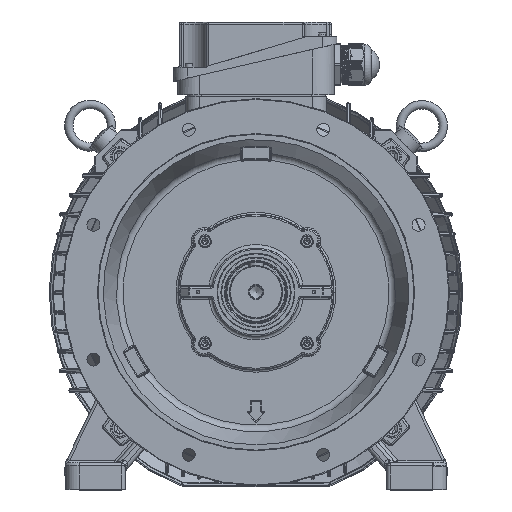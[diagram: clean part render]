
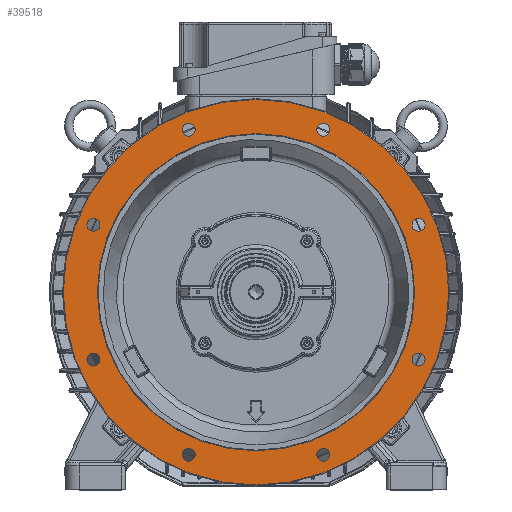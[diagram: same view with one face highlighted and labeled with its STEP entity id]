
A CAD part, top view. The second image highlights one B-rep face of the part: STEP entity #39518.
In plain terms, the highlighted planar face has unit normal (0, 0, 1).
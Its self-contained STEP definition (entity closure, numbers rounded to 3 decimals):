
#21557=PLANE('',#108443);
#37044=FACE_BOUND('',#47803,.T.);
#37045=FACE_BOUND('',#47804,.T.);
#37046=FACE_BOUND('',#47805,.T.);
#37047=FACE_BOUND('',#47806,.T.);
#37048=FACE_BOUND('',#47807,.T.);
#37049=FACE_BOUND('',#47808,.T.);
#37050=FACE_BOUND('',#47809,.T.);
#37051=FACE_BOUND('',#47810,.T.);
#37052=FACE_BOUND('',#47811,.T.);
#37053=FACE_BOUND('',#47812,.T.);
#39518=ADVANCED_FACE('',(#37044,#37045,#37046,#37047,#37048,#37049,#37050,
#37051,#37052,#37053),#21557,.T.);
#47803=EDGE_LOOP('',(#59462));
#47804=EDGE_LOOP('',(#59463));
#47805=EDGE_LOOP('',(#59464));
#47806=EDGE_LOOP('',(#59465));
#47807=EDGE_LOOP('',(#59466));
#47808=EDGE_LOOP('',(#59467));
#47809=EDGE_LOOP('',(#59468));
#47810=EDGE_LOOP('',(#59469));
#47811=EDGE_LOOP('',(#59470));
#47812=EDGE_LOOP('',(#59471));
#52541=CIRCLE('',#107991,274.);
#52543=CIRCLE('',#107994,9.25);
#52545=CIRCLE('',#107997,9.25);
#52547=CIRCLE('',#108000,9.25);
#52549=CIRCLE('',#108003,9.25);
#52551=CIRCLE('',#108006,9.25);
#52553=CIRCLE('',#108009,9.25);
#52555=CIRCLE('',#108012,9.25);
#52557=CIRCLE('',#108015,9.25);
#52856=CIRCLE('',#108442,225.4);
#59462=ORIENTED_EDGE('',*,*,#91357,.T.);
#59463=ORIENTED_EDGE('',*,*,#90595,.T.);
#59464=ORIENTED_EDGE('',*,*,#90597,.T.);
#59465=ORIENTED_EDGE('',*,*,#90599,.T.);
#59466=ORIENTED_EDGE('',*,*,#90601,.T.);
#59467=ORIENTED_EDGE('',*,*,#90603,.T.);
#59468=ORIENTED_EDGE('',*,*,#90605,.T.);
#59469=ORIENTED_EDGE('',*,*,#90607,.T.);
#59470=ORIENTED_EDGE('',*,*,#90609,.T.);
#59471=ORIENTED_EDGE('',*,*,#90593,.T.);
#79785=VERTEX_POINT('',#146395);
#79787=VERTEX_POINT('',#146400);
#79789=VERTEX_POINT('',#146405);
#79791=VERTEX_POINT('',#146410);
#79793=VERTEX_POINT('',#146415);
#79795=VERTEX_POINT('',#146420);
#79797=VERTEX_POINT('',#146425);
#79799=VERTEX_POINT('',#146430);
#79801=VERTEX_POINT('',#146435);
#80310=VERTEX_POINT('',#152193);
#90593=EDGE_CURVE('',#79785,#79785,#52541,.T.);
#90595=EDGE_CURVE('',#79787,#79787,#52543,.T.);
#90597=EDGE_CURVE('',#79789,#79789,#52545,.T.);
#90599=EDGE_CURVE('',#79791,#79791,#52547,.T.);
#90601=EDGE_CURVE('',#79793,#79793,#52549,.T.);
#90603=EDGE_CURVE('',#79795,#79795,#52551,.T.);
#90605=EDGE_CURVE('',#79797,#79797,#52553,.T.);
#90607=EDGE_CURVE('',#79799,#79799,#52555,.T.);
#90609=EDGE_CURVE('',#79801,#79801,#52557,.T.);
#91357=EDGE_CURVE('',#80310,#80310,#52856,.T.);
#107991=AXIS2_PLACEMENT_3D('',#146394,#117554,#117555);
#107994=AXIS2_PLACEMENT_3D('',#146399,#117560,#117561);
#107997=AXIS2_PLACEMENT_3D('',#146404,#117566,#117567);
#108000=AXIS2_PLACEMENT_3D('',#146409,#117572,#117573);
#108003=AXIS2_PLACEMENT_3D('',#146414,#117578,#117579);
#108006=AXIS2_PLACEMENT_3D('',#146419,#117584,#117585);
#108009=AXIS2_PLACEMENT_3D('',#146424,#117590,#117591);
#108012=AXIS2_PLACEMENT_3D('',#146429,#117596,#117597);
#108015=AXIS2_PLACEMENT_3D('',#146434,#117602,#117603);
#108442=AXIS2_PLACEMENT_3D('',#152192,#118550,#118551);
#108443=AXIS2_PLACEMENT_3D('',#152194,#118552,#118553);
#117554=DIRECTION('',(0.,0.,1.));
#117555=DIRECTION('',(0.,-1.,0.));
#117560=DIRECTION('',(0.,0.,-1.));
#117561=DIRECTION('',(0.,1.,0.));
#117566=DIRECTION('',(0.,0.,-1.));
#117567=DIRECTION('',(0.,1.,0.));
#117572=DIRECTION('',(0.,0.,-1.));
#117573=DIRECTION('',(0.,1.,0.));
#117578=DIRECTION('',(0.,0.,-1.));
#117579=DIRECTION('',(0.,1.,0.));
#117584=DIRECTION('',(0.,0.,-1.));
#117585=DIRECTION('',(0.,1.,0.));
#117590=DIRECTION('',(0.,0.,-1.));
#117591=DIRECTION('',(0.,1.,0.));
#117596=DIRECTION('',(0.,0.,-1.));
#117597=DIRECTION('',(0.,1.,0.));
#117602=DIRECTION('',(0.,0.,-1.));
#117603=DIRECTION('',(0.,1.,0.));
#118550=DIRECTION('',(0.,0.,-1.));
#118551=DIRECTION('',(0.,-1.,0.));
#118552=DIRECTION('',(0.,0.,1.));
#118553=DIRECTION('',(0.,-1.,0.));
#146394=CARTESIAN_POINT('',(0.,0.,108.8));
#146395=CARTESIAN_POINT('',(0.,-274.,108.8));
#146399=CARTESIAN_POINT('',(230.97,95.671,108.8));
#146400=CARTESIAN_POINT('',(230.97,104.921,108.8));
#146404=CARTESIAN_POINT('',(230.97,-95.671,108.8));
#146405=CARTESIAN_POINT('',(230.97,-86.421,108.8));
#146409=CARTESIAN_POINT('',(95.671,-230.97,108.8));
#146410=CARTESIAN_POINT('',(95.671,-221.72,108.8));
#146414=CARTESIAN_POINT('',(-95.671,-230.97,108.8));
#146415=CARTESIAN_POINT('',(-95.671,-221.72,108.8));
#146419=CARTESIAN_POINT('',(-230.97,-95.671,108.8));
#146420=CARTESIAN_POINT('',(-230.97,-86.421,108.8));
#146424=CARTESIAN_POINT('',(-230.97,95.671,108.8));
#146425=CARTESIAN_POINT('',(-230.97,104.921,108.8));
#146429=CARTESIAN_POINT('',(-95.671,230.97,108.8));
#146430=CARTESIAN_POINT('',(-95.671,240.22,108.8));
#146434=CARTESIAN_POINT('',(95.671,230.97,108.8));
#146435=CARTESIAN_POINT('',(95.671,240.22,108.8));
#152192=CARTESIAN_POINT('',(0.,0.,108.8));
#152193=CARTESIAN_POINT('',(0.,-225.4,108.8));
#152194=CARTESIAN_POINT('',(0.,0.,108.8));
